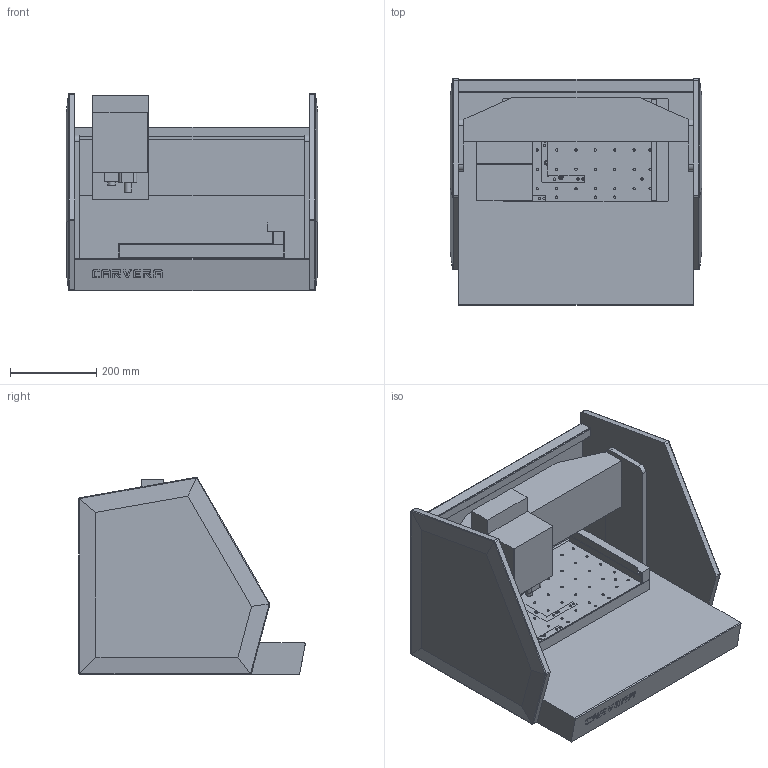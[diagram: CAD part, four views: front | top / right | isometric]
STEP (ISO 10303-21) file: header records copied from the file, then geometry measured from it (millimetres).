
FILE_DESCRIPTION(/* description */ (''),/* implementation_level */ '2;1');
FILE_NAME(/* name */ 'Carvera-3 Axis_MachineModel v9.step',/* time_stamp */ '2025-06-30T03:02:42-07:00',/* author */ (''),/* organization */ (''),/* preprocessor_version */ 'ST-DEVELOPER v20.1',/* originating_system */ 'Autodesk Translation Framework v14.10.0.0',/* authorisation */ '');
FILE_SCHEMA (('AUTOMOTIVE_DESIGN { 1 0 10303 214 3 1 1 }'));
Length unit declared in the file: millimetre
Products named in the file (7): (Unsaved); Z-Axis; Spindle; Bed; Carvera WasteBoard v1; Anchor1; Frame
Assembly tree (7 placements, depth 3):
  (Unsaved)
    Z-Axis
      Spindle
    Bed
      Carvera WasteBoard v1
      Anchor1  x2
    Frame
Bounding box: 583 x 525.7 x 457.81 mm (x, y, z)
Volume: 40516784.4 mm3; surface area: 2575076.5 mm2
Topology: 9 solids, 9 shells, 1040 faces, 2991 edges, 1980 vertices
Faces by surface type: plane 913, cylinder 97, bspline 28, cone 2
Full cylindrical faces by diameter (mm): 4 x1, 5.5 x64, 6 x1, 16.6 x1, 18 x1
Entity records: 34503 total; most frequent: CARTESIAN_POINT 7261, ORIENTED_EDGE 5880, DIRECTION 5106, EDGE_CURVE 2940, LINE 2700, VECTOR 2700, VERTEX_POINT 1946, AXIS2_PLACEMENT_3D 1203
